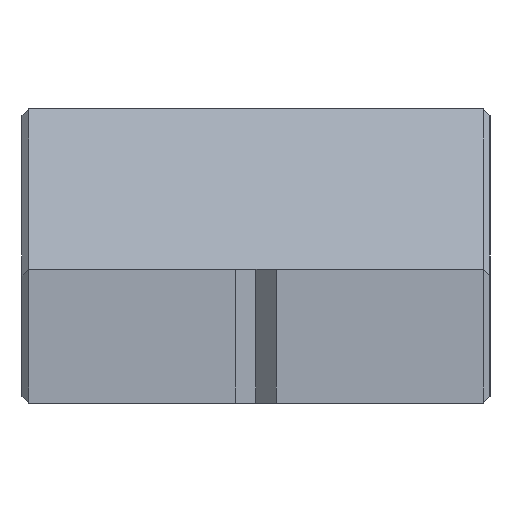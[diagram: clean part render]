
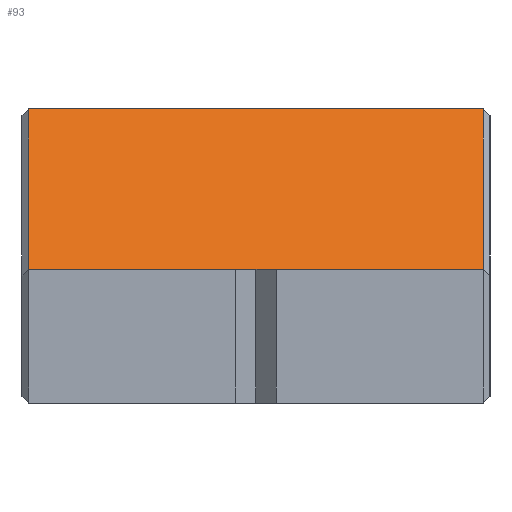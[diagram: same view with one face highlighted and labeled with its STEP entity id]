
A CAD part, left-side view. The second image highlights one B-rep face of the part: STEP entity #93.
In plain terms, the highlighted planar face has unit normal (-0.707, 0, 0.707).
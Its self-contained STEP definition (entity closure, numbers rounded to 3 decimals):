
#93 = ADVANCED_FACE( '', ( #161 ), #162, .F. );
#161 = FACE_OUTER_BOUND( '', #259, .T. );
#162 = PLANE( '', #260 );
#259 = EDGE_LOOP( '', ( #444, #445, #446, #447 ) );
#260 = AXIS2_PLACEMENT_3D( '', #448, #449, #450 );
#444 = ORIENTED_EDGE( '', *, *, #665, .T. );
#445 = ORIENTED_EDGE( '', *, *, #666, .T. );
#446 = ORIENTED_EDGE( '', *, *, #662, .F. );
#447 = ORIENTED_EDGE( '', *, *, #667, .T. );
#448 = CARTESIAN_POINT( '', ( -32.65, -17.5, 22. ) );
#449 = DIRECTION( '', ( 0.707, 0., -0.707 ) );
#450 = DIRECTION( '', ( -0.707, 0., -0.707 ) );
#662 = EDGE_CURVE( '', #782, #786, #787, .T. );
#665 = EDGE_CURVE( '', #790, #791, #792, .T. );
#666 = EDGE_CURVE( '', #791, #786, #793, .T. );
#667 = EDGE_CURVE( '', #782, #790, #794, .T. );
#782 = VERTEX_POINT( '', #964 );
#786 = VERTEX_POINT( '', #971 );
#787 = LINE( '', #972, #973 );
#790 = VERTEX_POINT( '', #978 );
#791 = VERTEX_POINT( '', #979 );
#792 = LINE( '', #980, #981 );
#793 = LINE( '', #982, #983 );
#794 = LINE( '', #984, #985 );
#964 = CARTESIAN_POINT( '', ( -44.65, -17., 10. ) );
#971 = CARTESIAN_POINT( '', ( -44.65, 17., 10. ) );
#972 = CARTESIAN_POINT( '', ( -44.65, -17.5, 10. ) );
#973 = VECTOR( '', #1120, 1000. );
#978 = CARTESIAN_POINT( '', ( -32.65, -17., 22. ) );
#979 = CARTESIAN_POINT( '', ( -32.65, 17., 22. ) );
#980 = CARTESIAN_POINT( '', ( -32.65, -17.5, 22. ) );
#981 = VECTOR( '', #1123, 1000. );
#982 = CARTESIAN_POINT( '', ( -32.65, 17., 22. ) );
#983 = VECTOR( '', #1124, 1000. );
#984 = CARTESIAN_POINT( '', ( -32.65, -17., 22. ) );
#985 = VECTOR( '', #1125, 1000. );
#1120 = DIRECTION( '', ( 0., 1., 0. ) );
#1123 = DIRECTION( '', ( 0., 1., 0. ) );
#1124 = DIRECTION( '', ( -0.707, 0., -0.707 ) );
#1125 = DIRECTION( '', ( 0.707, 0., 0.707 ) );
